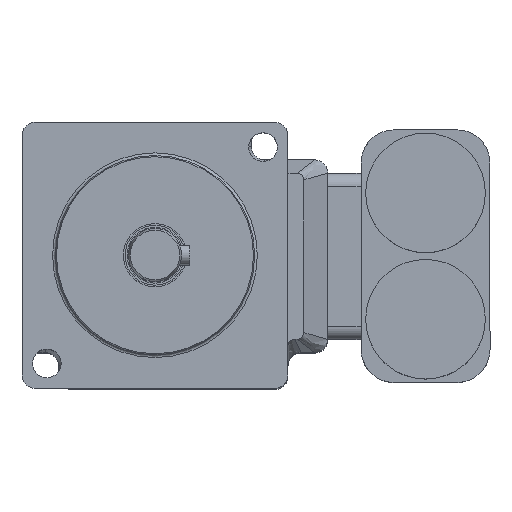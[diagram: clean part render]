
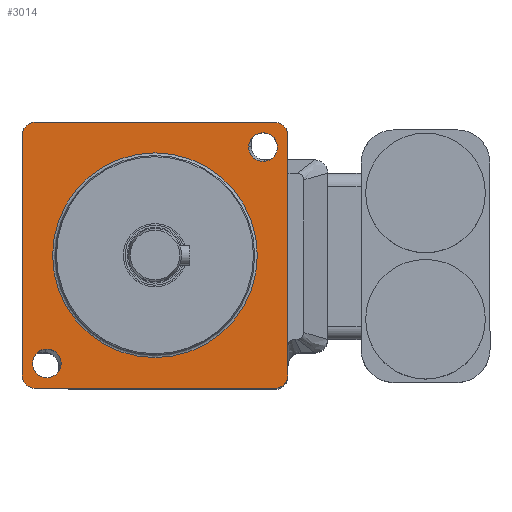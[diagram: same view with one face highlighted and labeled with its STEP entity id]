
A CAD part, top view. The second image highlights one B-rep face of the part: STEP entity #3014.
In plain terms, the highlighted planar face has unit normal (0, 0, 1).
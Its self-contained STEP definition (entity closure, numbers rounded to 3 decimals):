
#125=FACE_BOUND('',#558,.T.);
#126=FACE_BOUND('',#559,.T.);
#127=FACE_BOUND('',#560,.T.);
#196=PLANE('',#3300);
#347=FACE_OUTER_BOUND('',#557,.T.);
#557=EDGE_LOOP('',(#2380,#2381,#2382,#2383,#2384,#2385,#2386,#2387));
#558=EDGE_LOOP('',(#2388));
#559=EDGE_LOOP('',(#2389));
#560=EDGE_LOOP('',(#2390));
#764=LINE('',#5437,#966);
#765=LINE('',#5441,#967);
#766=LINE('',#5445,#968);
#767=LINE('',#5449,#969);
#966=VECTOR('',#4008,36.);
#967=VECTOR('',#4011,36.);
#968=VECTOR('',#4014,36.);
#969=VECTOR('',#4017,36.);
#1130=CIRCLE('',#3285,2.15);
#1131=CIRCLE('',#3287,2.15);
#1133=CIRCLE('',#3290,15.4);
#1138=CIRCLE('',#3301,2.);
#1139=CIRCLE('',#3302,2.);
#1140=CIRCLE('',#3303,2.);
#1141=CIRCLE('',#3304,2.);
#1355=VERTEX_POINT('',#5411);
#1356=VERTEX_POINT('',#5414);
#1358=VERTEX_POINT('',#5419);
#1363=VERTEX_POINT('',#5435);
#1364=VERTEX_POINT('',#5436);
#1365=VERTEX_POINT('',#5438);
#1366=VERTEX_POINT('',#5440);
#1367=VERTEX_POINT('',#5442);
#1368=VERTEX_POINT('',#5444);
#1369=VERTEX_POINT('',#5446);
#1370=VERTEX_POINT('',#5448);
#1710=EDGE_CURVE('',#1355,#1355,#1130,.T.);
#1711=EDGE_CURVE('',#1356,#1356,#1131,.T.);
#1713=EDGE_CURVE('',#1358,#1358,#1133,.T.);
#1718=EDGE_CURVE('',#1363,#1364,#764,.T.);
#1719=EDGE_CURVE('',#1364,#1365,#1138,.T.);
#1720=EDGE_CURVE('',#1365,#1366,#765,.T.);
#1721=EDGE_CURVE('',#1366,#1367,#1139,.T.);
#1722=EDGE_CURVE('',#1367,#1368,#766,.T.);
#1723=EDGE_CURVE('',#1368,#1369,#1140,.T.);
#1724=EDGE_CURVE('',#1369,#1370,#767,.T.);
#1725=EDGE_CURVE('',#1370,#1363,#1141,.T.);
#2380=ORIENTED_EDGE('',*,*,#1718,.T.);
#2381=ORIENTED_EDGE('',*,*,#1719,.T.);
#2382=ORIENTED_EDGE('',*,*,#1720,.T.);
#2383=ORIENTED_EDGE('',*,*,#1721,.T.);
#2384=ORIENTED_EDGE('',*,*,#1722,.T.);
#2385=ORIENTED_EDGE('',*,*,#1723,.T.);
#2386=ORIENTED_EDGE('',*,*,#1724,.T.);
#2387=ORIENTED_EDGE('',*,*,#1725,.T.);
#2388=ORIENTED_EDGE('',*,*,#1710,.T.);
#2389=ORIENTED_EDGE('',*,*,#1711,.T.);
#2390=ORIENTED_EDGE('',*,*,#1713,.F.);
#3014=ADVANCED_FACE('',(#347,#125,#126,#127),#196,.T.);
#3285=AXIS2_PLACEMENT_3D('',#5412,#3976,#3977);
#3287=AXIS2_PLACEMENT_3D('',#5415,#3980,#3981);
#3290=AXIS2_PLACEMENT_3D('',#5420,#3986,#3987);
#3300=AXIS2_PLACEMENT_3D('',#5434,#4006,#4007);
#3301=AXIS2_PLACEMENT_3D('',#5439,#4009,#4010);
#3302=AXIS2_PLACEMENT_3D('',#5443,#4012,#4013);
#3303=AXIS2_PLACEMENT_3D('',#5447,#4015,#4016);
#3304=AXIS2_PLACEMENT_3D('',#5450,#4018,#4019);
#3976=DIRECTION('center_axis',(0.,0.,-1.));
#3977=DIRECTION('ref_axis',(1.,0.,0.));
#3980=DIRECTION('center_axis',(0.,0.,-1.));
#3981=DIRECTION('ref_axis',(1.,0.,0.));
#3986=DIRECTION('center_axis',(0.,0.,1.));
#3987=DIRECTION('ref_axis',(1.,0.,0.));
#4006=DIRECTION('center_axis',(0.,0.,1.));
#4007=DIRECTION('ref_axis',(1.,0.,0.));
#4008=DIRECTION('',(0.,-1.,0.));
#4009=DIRECTION('center_axis',(0.,0.,1.));
#4010=DIRECTION('ref_axis',(-1.,0.,0.));
#4011=DIRECTION('',(1.,0.,0.));
#4012=DIRECTION('center_axis',(0.,0.,1.));
#4013=DIRECTION('ref_axis',(0.,-1.,0.));
#4014=DIRECTION('',(0.,1.,0.));
#4015=DIRECTION('center_axis',(0.,0.,1.));
#4016=DIRECTION('ref_axis',(1.,0.,0.));
#4017=DIRECTION('',(-1.,0.,0.));
#4018=DIRECTION('center_axis',(0.,0.,1.));
#4019=DIRECTION('ref_axis',(0.,1.,0.));
#5411=CARTESIAN_POINT('',(14.113,16.263,5.5));
#5412=CARTESIAN_POINT('Origin',(16.263,16.263,5.5));
#5414=CARTESIAN_POINT('',(-18.413,-16.263,5.5));
#5415=CARTESIAN_POINT('Origin',(-16.263,-16.263,5.5));
#5419=CARTESIAN_POINT('',(0.,15.4,5.5));
#5420=CARTESIAN_POINT('Origin',(0.,0.,5.5));
#5434=CARTESIAN_POINT('Origin',(0.,0.,
5.5));
#5435=CARTESIAN_POINT('',(-20.,18.,5.5));
#5436=CARTESIAN_POINT('',(-20.,-18.,5.5));
#5437=CARTESIAN_POINT('',(-20.,18.,5.5));
#5438=CARTESIAN_POINT('',(-18.,-20.,5.5));
#5439=CARTESIAN_POINT('Origin',(-18.,-18.,5.5));
#5440=CARTESIAN_POINT('',(18.,-20.,5.5));
#5441=CARTESIAN_POINT('',(-18.,-20.,5.5));
#5442=CARTESIAN_POINT('',(20.,-18.,5.5));
#5443=CARTESIAN_POINT('Origin',(18.,-18.,5.5));
#5444=CARTESIAN_POINT('',(20.,18.,5.5));
#5445=CARTESIAN_POINT('',(20.,-18.,5.5));
#5446=CARTESIAN_POINT('',(18.,20.,5.5));
#5447=CARTESIAN_POINT('Origin',(18.,18.,5.5));
#5448=CARTESIAN_POINT('',(-18.,20.,5.5));
#5449=CARTESIAN_POINT('',(18.,20.,5.5));
#5450=CARTESIAN_POINT('Origin',(-18.,18.,5.5));
